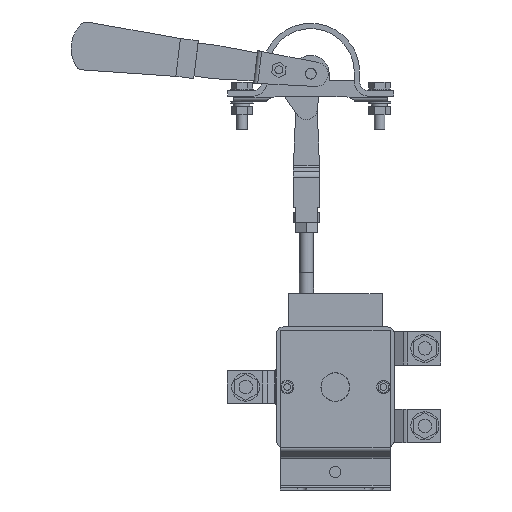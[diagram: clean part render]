
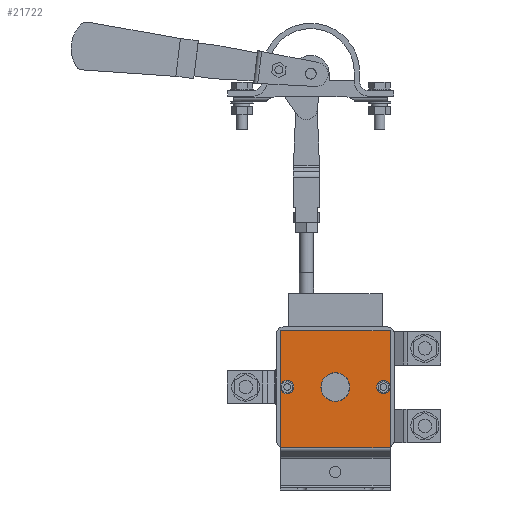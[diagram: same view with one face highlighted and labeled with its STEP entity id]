
A CAD part, left-side view. The second image highlights one B-rep face of the part: STEP entity #21722.
In plain terms, the highlighted planar face has unit normal (-1, 0, 0).
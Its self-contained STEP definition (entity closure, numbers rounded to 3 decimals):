
#666 = DIRECTION ( 'NONE',  ( 0., 0., -1. ) ) ;
#714 = EDGE_CURVE ( 'NONE', #34921, #34921, #57663, .T. ) ;
#1513 = EDGE_CURVE ( 'NONE', #59106, #34921, #39713, .T. ) ;
#2122 = EDGE_CURVE ( 'NONE', #43716, #59106, #31262, .T. ) ;
#2663 = EDGE_CURVE ( 'NONE', #43716, #6006, #52017, .T. ) ;
#3249 = AXIS2_PLACEMENT_3D ( 'NONE', #72734, #37189, #666 ) ;
#5505 = DIRECTION ( 'NONE',  ( 0., 0., -1. ) ) ;
#6006 = VERTEX_POINT ( 'NONE', #7667 ) ;
#6995 = FACE_BOUND ( 'NONE', #62434, .T. ) ;
#7667 = CARTESIAN_POINT ( 'NONE',  ( -77., 41., 0. ) ) ;
#9234 = VECTOR ( 'NONE', #77974, 1000. ) ;
#9351 = CARTESIAN_POINT ( 'NONE',  ( -77., 41., 42. ) ) ;
#10286 = CARTESIAN_POINT ( 'NONE',  ( -77., 164.669, 42. ) ) ;
#10747 = AXIS2_PLACEMENT_3D ( 'NONE', #11375, #41992, #5505 ) ;
#11051 = DIRECTION ( 'NONE',  ( 0., -1., 0. ) ) ;
#11303 = LINE ( 'NONE', #48639, #57691 ) ;
#11375 = CARTESIAN_POINT ( 'NONE',  ( -77., 164.669, 0. ) ) ;
#11418 = VERTEX_POINT ( 'NONE', #62806 ) ;
#12173 = DIRECTION ( 'NONE',  ( 0., 1., 0. ) ) ;
#14330 = VERTEX_POINT ( 'NONE', #41336 ) ;
#17694 = LINE ( 'NONE', #24008, #31987 ) ;
#18090 = CARTESIAN_POINT ( 'NONE',  ( -77., 41., 0. ) ) ;
#18601 = ORIENTED_EDGE ( 'NONE', *, *, #1513, .F. ) ;
#21722 = ADVANCED_FACE ( 'NONE', ( #6995, #23228 ), #59712, .T. ) ;
#23228 = FACE_OUTER_BOUND ( 'NONE', #66397, .T. ) ;
#24008 = CARTESIAN_POINT ( 'NONE',  ( -77., 41., 0. ) ) ;
#26199 = EDGE_CURVE ( 'NONE', #14330, #11418, #11303, .T. ) ;
#28637 = CARTESIAN_POINT ( 'NONE',  ( -77., 36., 0. ) ) ;
#29245 = EDGE_CURVE ( 'NONE', #34922, #34922, #70124, .T. ) ;
#29932 = ORIENTED_EDGE ( 'NONE', *, *, #29245, .T. ) ;
#30006 = ORIENTED_EDGE ( 'NONE', *, *, #54535, .F. ) ;
#31262 = LINE ( 'NONE', #10286, #76900 ) ;
#31987 = VECTOR ( 'NONE', #42607, 1000. ) ;
#33745 = ORIENTED_EDGE ( 'NONE', *, *, #2663, .T. ) ;
#34730 = DIRECTION ( 'NONE',  ( 0., 0., -1. ) ) ;
#34733 = ORIENTED_EDGE ( 'NONE', *, *, #54313, .T. ) ;
#34815 = ORIENTED_EDGE ( 'NONE', *, *, #2122, .F. ) ;
#34921 = VERTEX_POINT ( 'NONE', #62208 ) ;
#34922 = VERTEX_POINT ( 'NONE', #65643 ) ;
#37189 = DIRECTION ( 'NONE',  ( 1., 0., 0. ) ) ;
#39713 = LINE ( 'NONE', #40482, #67565 ) ;
#40482 = CARTESIAN_POINT ( 'NONE',  ( -77., -41., 0. ) ) ;
#40543 = DIRECTION ( 'NONE',  ( 0., 0., -1. ) ) ;
#41336 = CARTESIAN_POINT ( 'NONE',  ( -77., -41., -45.518 ) ) ;
#41992 = DIRECTION ( 'NONE',  ( -1., 0., 0. ) ) ;
#42607 = DIRECTION ( 'NONE',  ( 0., 0., -1. ) ) ;
#43716 = VERTEX_POINT ( 'NONE', #9351 ) ;
#46582 = EDGE_CURVE ( 'NONE', #6006, #6006, #66540, .T. ) ;
#48639 = CARTESIAN_POINT ( 'NONE',  ( -77., 41., -45.518 ) ) ;
#51824 = ORIENTED_EDGE ( 'NONE', *, *, #714, .F. ) ;
#52017 = LINE ( 'NONE', #18090, #9234 ) ;
#52719 = ORIENTED_EDGE ( 'NONE', *, *, #26199, .F. ) ;
#52808 = LINE ( 'NONE', #61845, #66573 ) ;
#54313 = EDGE_CURVE ( 'NONE', #6006, #11418, #17694, .T. ) ;
#54535 = EDGE_CURVE ( 'NONE', #34921, #14330, #52808, .T. ) ;
#56113 = DIRECTION ( 'NONE',  ( 0., 0., -1. ) ) ;
#56271 = DIRECTION ( 'NONE',  ( -1., 0., 0. ) ) ;
#56358 = CARTESIAN_POINT ( 'NONE',  ( -77., -36., 0. ) ) ;
#57269 = ORIENTED_EDGE ( 'NONE', *, *, #46582, .T. ) ;
#57663 = CIRCLE ( 'NONE', #65642, 5. ) ;
#57691 = VECTOR ( 'NONE', #12173, 1000. ) ;
#59106 = VERTEX_POINT ( 'NONE', #63234 ) ;
#59712 = PLANE ( 'NONE',  #10747 ) ;
#61269 = AXIS2_PLACEMENT_3D ( 'NONE', #28637, #70391, #34730 ) ;
#61845 = CARTESIAN_POINT ( 'NONE',  ( -77., -41., 0. ) ) ;
#62208 = CARTESIAN_POINT ( 'NONE',  ( -77., -41., 0. ) ) ;
#62434 = EDGE_LOOP ( 'NONE', ( #29932 ) ) ;
#62806 = CARTESIAN_POINT ( 'NONE',  ( -77., 41., -45.518 ) ) ;
#63234 = CARTESIAN_POINT ( 'NONE',  ( -77., -41., 42. ) ) ;
#65642 = AXIS2_PLACEMENT_3D ( 'NONE', #56358, #56271, #56113 ) ;
#65643 = CARTESIAN_POINT ( 'NONE',  ( -77., 0., -10.75 ) ) ;
#66397 = EDGE_LOOP ( 'NONE', ( #33745, #57269, #34733, #52719, #30006, #51824, #18601, #34815 ) ) ;
#66540 = CIRCLE ( 'NONE', #61269, 5. ) ;
#66573 = VECTOR ( 'NONE', #73589, 1000. ) ;
#67565 = VECTOR ( 'NONE', #40543, 1000. ) ;
#70124 = CIRCLE ( 'NONE', #3249, 10.75 ) ;
#70391 = DIRECTION ( 'NONE',  ( 1., 0., 0. ) ) ;
#72734 = CARTESIAN_POINT ( 'NONE',  ( -77., 0., 0. ) ) ;
#73589 = DIRECTION ( 'NONE',  ( 0., 0., -1. ) ) ;
#76900 = VECTOR ( 'NONE', #11051, 1000. ) ;
#77974 = DIRECTION ( 'NONE',  ( 0., 0., -1. ) ) ;
